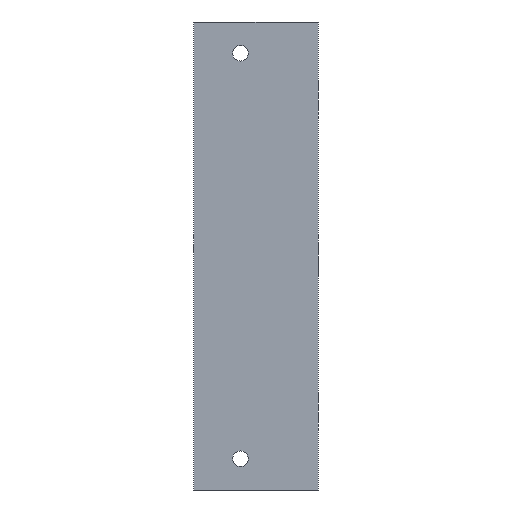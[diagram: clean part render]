
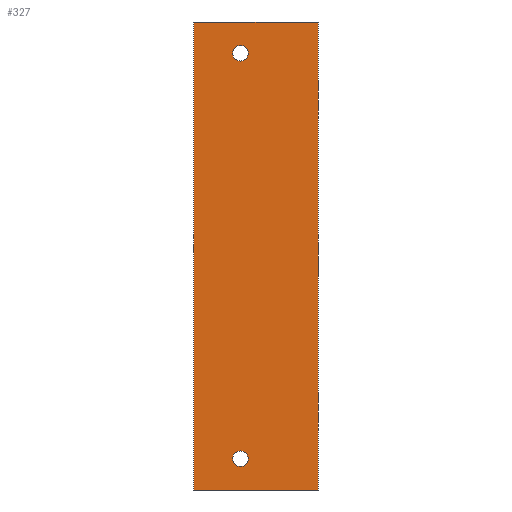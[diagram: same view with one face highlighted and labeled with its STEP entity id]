
A CAD part, front view. The second image highlights one B-rep face of the part: STEP entity #327.
In plain terms, the highlighted planar face has unit normal (0, -1, 0).
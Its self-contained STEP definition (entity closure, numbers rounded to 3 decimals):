
#73 = DIRECTION ( 'NONE',  ( 0., 0., -1. ) ) ;
#74 = DIRECTION ( 'NONE',  ( 0., 0., -1. ) ) ;
#80 = CARTESIAN_POINT ( 'NONE',  ( 0., 0., 150. ) ) ;
#86 = DIRECTION ( 'NONE',  ( 0., 0., -1. ) ) ;
#87 = CARTESIAN_POINT ( 'NONE',  ( 15., 0., 140. ) ) ;
#89 = CARTESIAN_POINT ( 'NONE',  ( 15., 0., 10. ) ) ;
#93 = DIRECTION ( 'NONE',  ( 0., 0., -1. ) ) ;
#101 = DIRECTION ( 'NONE',  ( 1., 0., 0. ) ) ;
#103 = DIRECTION ( 'NONE',  ( 0., -1., 0. ) ) ;
#119 = DIRECTION ( 'NONE',  ( 0., 0., -1. ) ) ;
#120 = CARTESIAN_POINT ( 'NONE',  ( 40., 0., 150. ) ) ;
#122 = CARTESIAN_POINT ( 'NONE',  ( 15., 0., 140. ) ) ;
#128 = DIRECTION ( 'NONE',  ( 1., 0., 0. ) ) ;
#137 = DIRECTION ( 'NONE',  ( 0., -1., 0. ) ) ;
#138 = CARTESIAN_POINT ( 'NONE',  ( 0., 0., 0. ) ) ;
#154 = CARTESIAN_POINT ( 'NONE',  ( 15., 0., 10. ) ) ;
#167 = DIRECTION ( 'NONE',  ( 0., -1., 0. ) ) ;
#169 = DIRECTION ( 'NONE',  ( 0., -1., 0. ) ) ;
#179 = VERTEX_POINT ( 'NONE', #239 ) ;
#181 = VERTEX_POINT ( 'NONE', #197 ) ;
#186 = VERTEX_POINT ( 'NONE', #216 ) ;
#190 = CARTESIAN_POINT ( 'NONE',  ( 15., 0., 7.5 ) ) ;
#192 = CARTESIAN_POINT ( 'NONE',  ( 15., 0., 142.5 ) ) ;
#195 = CARTESIAN_POINT ( 'NONE',  ( 0., 0., 150. ) ) ;
#197 = CARTESIAN_POINT ( 'NONE',  ( 40., 0., 0. ) ) ;
#203 = VERTEX_POINT ( 'NONE', #195 ) ;
#206 = VERTEX_POINT ( 'NONE', #192 ) ;
#211 = DIRECTION ( 'NONE',  ( 0., 0., -1. ) ) ;
#216 = CARTESIAN_POINT ( 'NONE',  ( 0., 0., 0. ) ) ;
#219 = CARTESIAN_POINT ( 'NONE',  ( 0., 0., 150. ) ) ;
#221 = DIRECTION ( 'NONE',  ( 0., 0., 1. ) ) ;
#222 = CARTESIAN_POINT ( 'NONE',  ( 15., 0., 12.5 ) ) ;
#224 = VERTEX_POINT ( 'NONE', #240 ) ;
#231 = DIRECTION ( 'NONE',  ( 0., 1., 0. ) ) ;
#233 = CARTESIAN_POINT ( 'NONE',  ( 0., 0., 150. ) ) ;
#239 = CARTESIAN_POINT ( 'NONE',  ( 15., 0., 137.5 ) ) ;
#240 = CARTESIAN_POINT ( 'NONE',  ( 40., 0., 150. ) ) ;
#241 = VERTEX_POINT ( 'NONE', #222 ) ;
#253 = PLANE ( 'NONE',  #268 ) ;
#255 = VERTEX_POINT ( 'NONE', #190 ) ;
#268 = AXIS2_PLACEMENT_3D ( 'NONE', #219, #231, #221 ) ;
#279 = AXIS2_PLACEMENT_3D ( 'NONE', #89, #137, #74 ) ;
#298 = AXIS2_PLACEMENT_3D ( 'NONE', #154, #103, #119 ) ;
#303 = AXIS2_PLACEMENT_3D ( 'NONE', #87, #167, #73 ) ;
#305 = AXIS2_PLACEMENT_3D ( 'NONE', #122, #169, #93 ) ;
#309 = EDGE_CURVE ( 'NONE', #203, #186, #609, .T. ) ;
#327 = ADVANCED_FACE ( 'NONE', ( #391, #432, #617 ), #253, .F. ) ;
#358 = EDGE_CURVE ( 'NONE', #255, #241, #496, .T. ) ;
#363 = EDGE_CURVE ( 'NONE', #224, #181, #444, .T. ) ;
#365 = EDGE_CURVE ( 'NONE', #206, #179, #486, .T. ) ;
#368 = EDGE_CURVE ( 'NONE', #186, #181, #495, .T. ) ;
#376 = EDGE_CURVE ( 'NONE', #179, #206, #642, .T. ) ;
#379 = EDGE_CURVE ( 'NONE', #241, #255, #638, .T. ) ;
#385 = EDGE_CURVE ( 'NONE', #203, #224, #652, .T. ) ;
#391 = FACE_BOUND ( 'NONE', #393, .T. ) ;
#393 = EDGE_LOOP ( 'NONE', ( #456, #538 ) ) ;
#429 = EDGE_LOOP ( 'NONE', ( #493, #537, #499, #458 ) ) ;
#432 = FACE_BOUND ( 'NONE', #615, .T. ) ;
#444 = LINE ( 'NONE', #120, #639 ) ;
#456 = ORIENTED_EDGE ( 'NONE', *, *, #376, .F. ) ;
#458 = ORIENTED_EDGE ( 'NONE', *, *, #309, .T. ) ;
#486 = CIRCLE ( 'NONE', #303, 2.5 ) ;
#493 = ORIENTED_EDGE ( 'NONE', *, *, #368, .T. ) ;
#495 = LINE ( 'NONE', #138, #551 ) ;
#496 = CIRCLE ( 'NONE', #279, 2.5 ) ;
#499 = ORIENTED_EDGE ( 'NONE', *, *, #385, .F. ) ;
#531 = ORIENTED_EDGE ( 'NONE', *, *, #358, .F. ) ;
#537 = ORIENTED_EDGE ( 'NONE', *, *, #363, .F. ) ;
#538 = ORIENTED_EDGE ( 'NONE', *, *, #365, .F. ) ;
#540 = ORIENTED_EDGE ( 'NONE', *, *, #379, .F. ) ;
#551 = VECTOR ( 'NONE', #101, 1000. ) ;
#560 = VECTOR ( 'NONE', #211, 1000. ) ;
#609 = LINE ( 'NONE', #233, #560 ) ;
#615 = EDGE_LOOP ( 'NONE', ( #531, #540 ) ) ;
#617 = FACE_OUTER_BOUND ( 'NONE', #429, .T. ) ;
#638 = CIRCLE ( 'NONE', #298, 2.5 ) ;
#639 = VECTOR ( 'NONE', #86, 1000. ) ;
#642 = CIRCLE ( 'NONE', #305, 2.5 ) ;
#652 = LINE ( 'NONE', #80, #653 ) ;
#653 = VECTOR ( 'NONE', #128, 1000. ) ;
